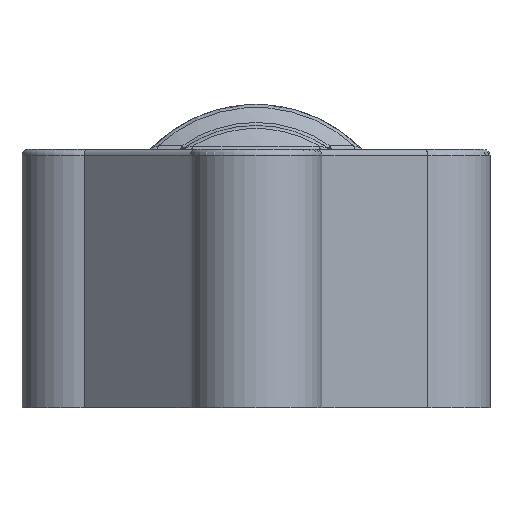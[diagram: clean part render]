
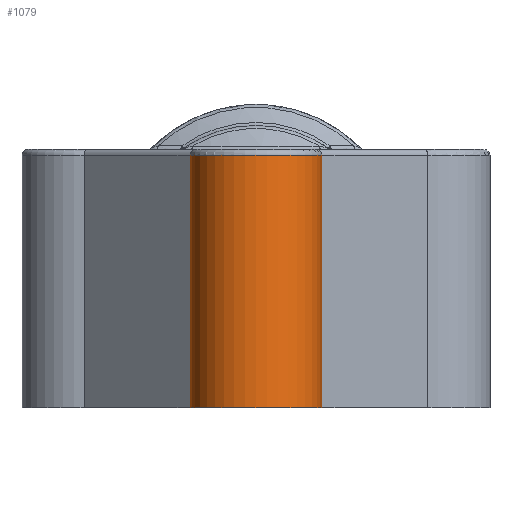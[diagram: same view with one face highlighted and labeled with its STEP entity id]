
A CAD part, front view. The second image highlights one B-rep face of the part: STEP entity #1079.
In plain terms, the highlighted cylindrical face has radius 11 mm (diameter 22 mm), a partial arc.
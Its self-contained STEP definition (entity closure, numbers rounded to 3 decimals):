
#80=LINE('',#2142,#132);
#82=LINE('',#2146,#134);
#132=VECTOR('',#1411,1000.);
#134=VECTOR('',#1415,1000.);
#372=ORIENTED_EDGE('',*,*,#654,.F.);
#373=ORIENTED_EDGE('',*,*,#655,.T.);
#374=ORIENTED_EDGE('',*,*,#652,.T.);
#375=ORIENTED_EDGE('',*,*,#605,.T.);
#605=EDGE_CURVE('',#758,#757,#828,.T.);
#652=EDGE_CURVE('',#793,#758,#80,.T.);
#654=EDGE_CURVE('',#794,#757,#82,.T.);
#655=EDGE_CURVE('',#794,#793,#839,.T.);
#757=VERTEX_POINT('',#1955);
#758=VERTEX_POINT('',#1957);
#793=VERTEX_POINT('',#2143);
#794=VERTEX_POINT('',#2147);
#828=CIRCLE('',#1186,11.);
#839=CIRCLE('',#1203,11.);
#889=EDGE_LOOP('',(#372,#373,#374,#375));
#979=FACE_BOUND('',#889,.T.);
#1039=CYLINDRICAL_SURFACE('',#1202,11.);
#1079=ADVANCED_FACE('',(#979),#1039,.T.);
#1186=AXIS2_PLACEMENT_3D('',#1956,#1353,#1354);
#1202=AXIS2_PLACEMENT_3D('',#2145,#1413,#1414);
#1203=AXIS2_PLACEMENT_3D('',#2148,#1416,#1417);
#1353=DIRECTION('',(0.,0.,1.));
#1354=DIRECTION('',(1.,0.,0.));
#1411=DIRECTION('',(0.,0.,-1.));
#1413=DIRECTION('',(0.,0.,-1.));
#1414=DIRECTION('',(-1.,0.,0.));
#1415=DIRECTION('',(0.,0.,-1.));
#1416=DIRECTION('',(0.,0.,-1.));
#1417=DIRECTION('',(1.,0.,0.));
#1955=CARTESIAN_POINT('',(10.983,-28.615,0.));
#1956=CARTESIAN_POINT('',(0.,-28.,0.));
#1957=CARTESIAN_POINT('',(-10.983,-28.615,0.));
#2142=CARTESIAN_POINT('',(-10.983,-28.615,43.));
#2143=CARTESIAN_POINT('',(-10.983,-28.615,42.));
#2145=CARTESIAN_POINT('',(0.,-28.,43.));
#2146=CARTESIAN_POINT('',(10.983,-28.615,43.));
#2147=CARTESIAN_POINT('',(10.983,-28.615,42.));
#2148=CARTESIAN_POINT('',(0.,-28.,42.));
